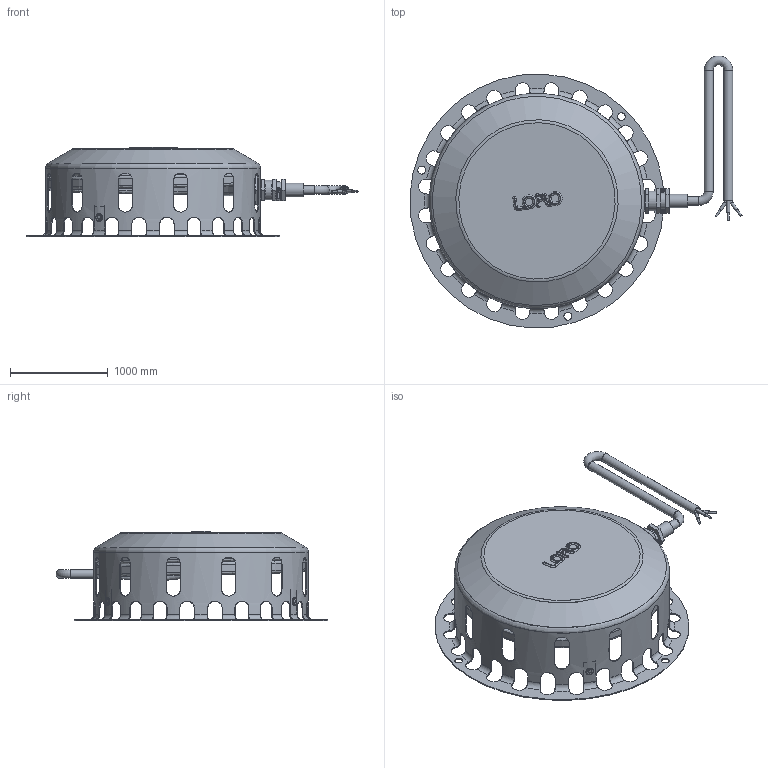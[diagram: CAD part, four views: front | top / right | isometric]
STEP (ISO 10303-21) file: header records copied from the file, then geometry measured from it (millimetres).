
FILE_DESCRIPTION(/* description */ (''),/* implementation_level */ '2;1');
FILE_NAME(/* name */ '21014.000X_3D.stp',/* time_stamp */ '2024-12-12T08:14:06+01:00',/* author */ ('CAD'),/* organization */ (''),/* preprocessor_version */ 'ST-DEVELOPER v20',/* originating_system */ 'AutoCAD Mechanical',/* authorisation */ '');
FILE_SCHEMA (('AUTOMOTIVE_DESIGN { 1 0 10303 214 3 1 1 }'));
Length unit declared in the file: centimetre
Products named in the file (2): Product; *S0
Assembly tree (1 placements, depth 2):
  Product
    *S0
Bounding box: 3396.49 x 2781.77 x 912.5 mm (x, y, z)
Volume: 192777081.2 mm3; surface area: 27520379.5 mm2
Topology: 30 solids, 30 shells, 608 faces, 1733 edges, 1135 vertices
Faces by surface type: plane 243, cylinder 194, torus 98, bspline 54, cone 12, sphere 7
Full cylindrical faces by diameter (mm): 20 x3, 25 x6, 30 x14, 40 x4, 41 x2, 50 x2, 80 x7, 90 x4, 105 x2, 110 x1, 140 x1, 150 x3, 160 x1, 183.76 x2, 185 x2, 200 x2, 205 x1, 2180 x1, 2200 x1, 2600 x1
Entity records: 34007 total; most frequent: CARTESIAN_POINT 18540, ORIENTED_EDGE 3412, DIRECTION 2916, EDGE_CURVE 1706, VERTEX_POINT 1121, AXIS2_PLACEMENT_3D 1118, EDGE_LOOP 691, LINE 680
